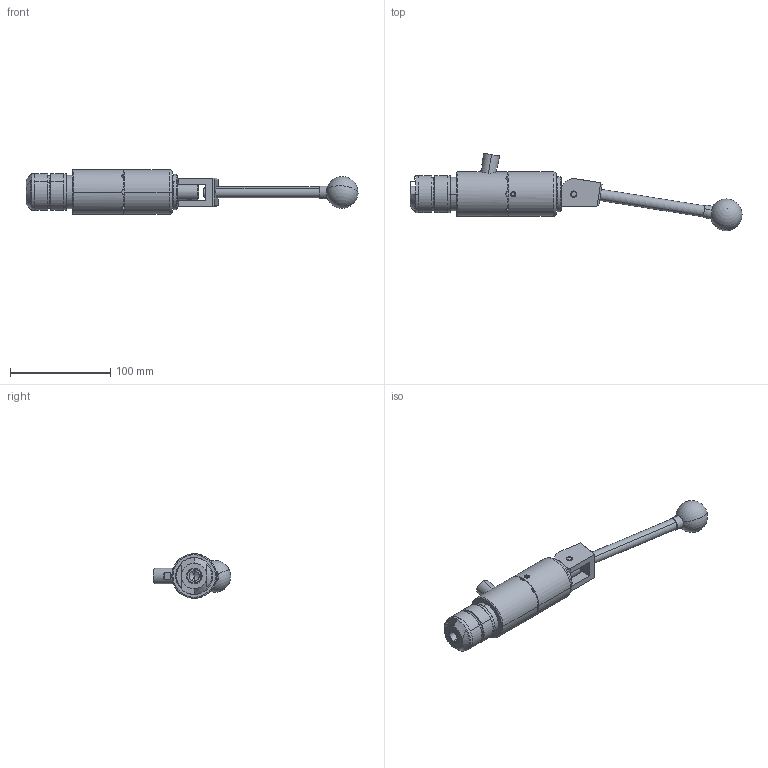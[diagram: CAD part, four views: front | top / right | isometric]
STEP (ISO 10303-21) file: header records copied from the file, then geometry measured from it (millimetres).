
FILE_DESCRIPTION (( 'STEP AP214' ), '1' );
FILE_NAME ('CTSC-003579.STEP', '2025-05-28T13:47:31', ( '' ), ( '' ), 'SwSTEP 2.0', 'SolidWorks 2023', '' );
FILE_SCHEMA (( 'AUTOMOTIVE_DESIGN' ));
Length unit declared in the file: inch
Products named in the file (1): CTSC-003579
Bounding box: 331.23 x 77.27 x 44.45 mm (x, y, z)
Volume: 246088.9 mm3; surface area: 58892.2 mm2
Topology: 11 solids, 12 shells, 298 faces, 718 edges, 453 vertices
Faces by surface type: cylinder 124, plane 107, cone 45, torus 17, bspline 3, sphere 2
Entity records: 14210 total; most frequent: CARTESIAN_POINT 3497, DIRECTION 1450, ORIENTED_EDGE 1402, EDGE_CURVE 701, AXIS2_PLACEMENT_3D 578, VERTEX_POINT 446, EDGE_LOOP 337, LENGTH_MEASURE_WITH_UNIT 298
